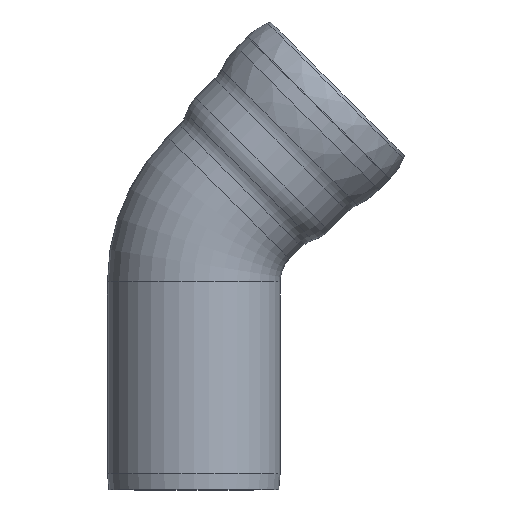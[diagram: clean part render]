
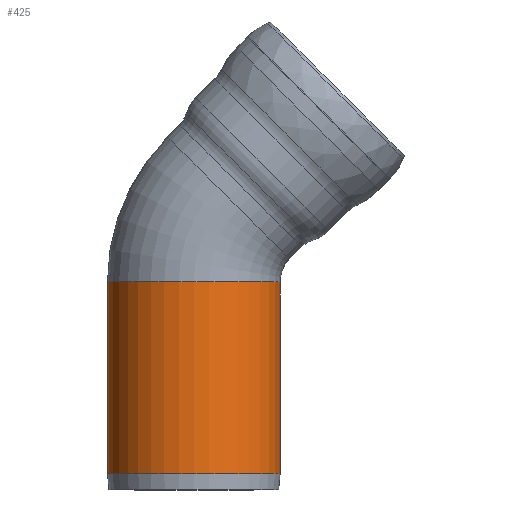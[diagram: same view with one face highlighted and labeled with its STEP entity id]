
A CAD part, front view. The second image highlights one B-rep face of the part: STEP entity #425.
In plain terms, the highlighted cylindrical face has radius 265 mm (diameter 530 mm), a full revolution.
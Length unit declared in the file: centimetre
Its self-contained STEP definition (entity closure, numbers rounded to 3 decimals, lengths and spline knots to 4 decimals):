
#48=CYLINDRICAL_SURFACE('',#497,26.5);
#80=FACE_OUTER_BOUND('',#110,.T.);
#110=EDGE_LOOP('',(#388,#389,#390,#391,#392));
#123=LINE('',#878,#138);
#138=VECTOR('',#651,26.5);
#180=CIRCLE('',#486,26.5);
#181=CIRCLE('',#487,26.5);
#185=CIRCLE('',#496,26.5);
#213=VERTEX_POINT('',#855);
#214=VERTEX_POINT('',#857);
#218=VERTEX_POINT('',#874);
#266=EDGE_CURVE('',#213,#214,#180,.T.);
#267=EDGE_CURVE('',#214,#213,#181,.T.);
#274=EDGE_CURVE('',#218,#218,#185,.T.);
#276=EDGE_CURVE('',#214,#218,#123,.T.);
#388=ORIENTED_EDGE('',*,*,#267,.F.);
#389=ORIENTED_EDGE('',*,*,#276,.T.);
#390=ORIENTED_EDGE('',*,*,#274,.T.);
#391=ORIENTED_EDGE('',*,*,#276,.F.);
#392=ORIENTED_EDGE('',*,*,#266,.F.);
#425=ADVANCED_FACE('',(#80),#48,.T.);
#486=AXIS2_PLACEMENT_3D('',#858,#623,#624);
#487=AXIS2_PLACEMENT_3D('',#859,#625,#626);
#496=AXIS2_PLACEMENT_3D('',#875,#646,#647);
#497=AXIS2_PLACEMENT_3D('',#877,#649,#650);
#623=DIRECTION('center_axis',(0.,0.,1.));
#624=DIRECTION('ref_axis',(0.,-1.,0.));
#625=DIRECTION('center_axis',(0.,0.,1.));
#626=DIRECTION('ref_axis',(0.,-1.,0.));
#646=DIRECTION('center_axis',(0.,0.,1.));
#647=DIRECTION('ref_axis',(1.,0.,0.));
#649=DIRECTION('center_axis',(0.,0.,1.));
#650=DIRECTION('ref_axis',(1.,0.,0.));
#651=DIRECTION('',(0.,0.,-1.));
#855=CARTESIAN_POINT('',(26.5,0.,63.8828));
#857=CARTESIAN_POINT('',(-26.5,0.,63.8828));
#858=CARTESIAN_POINT('Origin',(0.,0.,63.8828));
#859=CARTESIAN_POINT('Origin',(0.,0.,63.8828));
#874=CARTESIAN_POINT('',(-26.5,0.,5.));
#875=CARTESIAN_POINT('Origin',(0.,0.,5.));
#877=CARTESIAN_POINT('Origin',(0.,0.,6.25));
#878=CARTESIAN_POINT('',(-26.5,0.,6.25));
